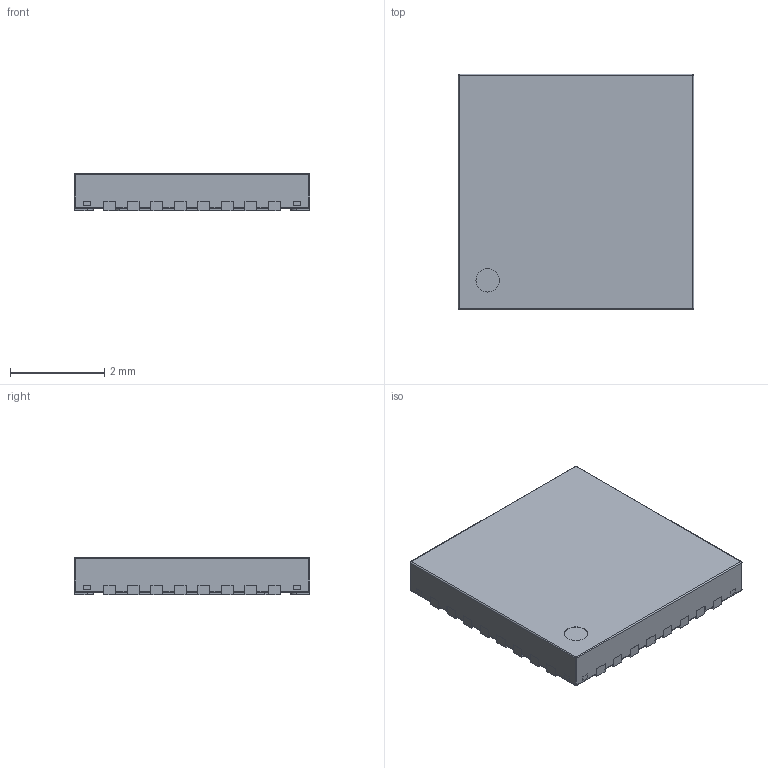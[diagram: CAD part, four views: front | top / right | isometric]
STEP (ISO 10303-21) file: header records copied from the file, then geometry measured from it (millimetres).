
FILE_DESCRIPTION(/* description */ (''),/* implementation_level */ '2;1');
FILE_NAME(/* name */ 'Silicon Labs - 32-QFN 5x5.step',/* time_stamp */ '2020-01-25T16:34:04+00:00',/* author */ (''),/* organization */ (''),/* preprocessor_version */ 'ST-DEVELOPER v18',/* originating_system */ 'Autodesk Translation Framework v8.12.0.6',/* authorisation */ '');
FILE_SCHEMA (('AUTOMOTIVE_DESIGN { 1 0 10303 214 3 1 1 }'));
Length unit declared in the file: millimetre
Products named in the file (1): Silicon Labs - 32-QFN (5x5) v0
Bounding box: 5 x 5 x 0.8 mm (x, y, z)
Volume: 19.6 mm3; surface area: 67.3 mm2
Topology: 1 solids, 1 shells, 426 faces, 1154 edges, 740 vertices
Faces by surface type: plane 309, cylinder 109, sphere 8
Full cylindrical faces by diameter (mm): 0.5 x1
Entity records: 13537 total; most frequent: CARTESIAN_POINT 2321, ORIENTED_EDGE 2308, DIRECTION 2290, EDGE_CURVE 1154, LINE 872, VECTOR 872, VERTEX_POINT 740, AXIS2_PLACEMENT_3D 709
